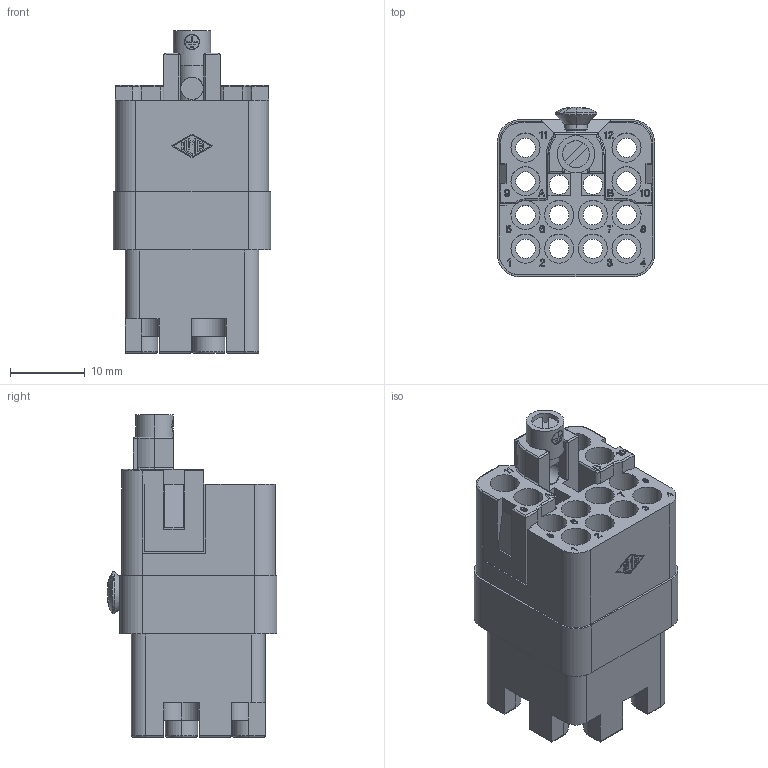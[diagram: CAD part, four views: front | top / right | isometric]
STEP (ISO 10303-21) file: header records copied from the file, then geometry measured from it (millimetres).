
FILE_DESCRIPTION(('OneSpaceDesigner STEP Export'),'2;1');
FILE_NAME('CQF_12.stp','2007-10-15T 8:31:52',(''),(''),'OneSpace Designer STEP processor for AP214 (Solid Model)','OneSpace Designer 13.20B 05-Dec-2005 (C) CoCreate Software GmbH','');
FILE_SCHEMA(('AUTOMOTIVE_DESIGN { 1 0 10303 214 1 1 1 1 }'));
Products named in the file (2): CQF_12p
Assembly tree (1 placements, depth 2):
  CQF_12p
    CQF_12p
Bounding box: 21 x 22.69 x 43.1 mm (x, y, z)
Volume: 7984.7 mm3; surface area: 9245.2 mm2
Topology: 1 solids, 1 shells, 1862 faces, 5198 edges, 3432 vertices
Faces by surface type: plane 1599, cylinder 209, torus 26, cone 22, sphere 6
Entity records: 62317 total; most frequent: CARTESIAN_POINT 11487, ORIENTED_EDGE 10392, DIRECTION 8825, EDGE_CURVE 5196, VECTOR 4673, LINE 4673, VERTEX_POINT 3432, AXIS2_PLACEMENT_3D 2076
